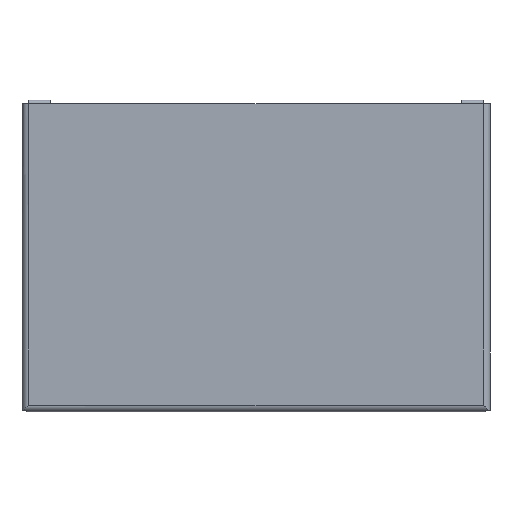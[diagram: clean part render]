
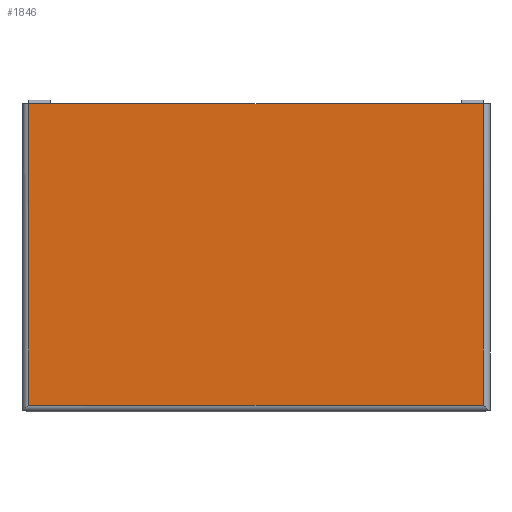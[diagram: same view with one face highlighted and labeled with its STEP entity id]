
A CAD part, front view. The second image highlights one B-rep face of the part: STEP entity #1846.
In plain terms, the highlighted planar face has unit normal (0, -1, 0).
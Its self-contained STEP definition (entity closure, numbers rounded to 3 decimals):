
#811=CARTESIAN_POINT('',(-254.4,-12.9,345.0));
#812=VERTEX_POINT('',#811);
#820=CARTESIAN_POINT('',(254.4,-12.9,345.0));
#821=VERTEX_POINT('',#820);
#822=CARTESIAN_POINT('',(254.4,-12.9,345.0));
#823=DIRECTION('',(-1.0,0.0,0.0));
#824=VECTOR('',#823,508.8);
#825=LINE('',#822,#824);
#826=EDGE_CURVE('',#821,#812,#825,.T.);
#962=CARTESIAN_POINT('',(254.4,-12.9,7.6));
#963=VERTEX_POINT('',#962);
#971=CARTESIAN_POINT('',(-254.4,-12.9,7.6));
#972=VERTEX_POINT('',#971);
#973=CARTESIAN_POINT('',(254.4,-12.9,7.6));
#974=DIRECTION('',(-1.0,0.0,0.0));
#975=VECTOR('',#974,508.8);
#976=LINE('',#973,#975);
#977=EDGE_CURVE('',#963,#972,#976,.T.);
#1614=CARTESIAN_POINT('',(-254.4,-12.9,7.6));
#1615=DIRECTION('',(0.0,0.0,1.0));
#1616=VECTOR('',#1615,337.4);
#1617=LINE('',#1614,#1616);
#1618=EDGE_CURVE('',#972,#812,#1617,.T.);
#1825=CARTESIAN_POINT('',(254.4,-12.9,345.0));
#1826=DIRECTION('',(0.0,0.0,-1.0));
#1827=VECTOR('',#1826,337.4);
#1828=LINE('',#1825,#1827);
#1829=EDGE_CURVE('',#821,#963,#1828,.T.);
#1835=CARTESIAN_POINT('',(262.0,-12.9,0.0));
#1836=DIRECTION('',(0.0,-1.0,0.0));
#1837=DIRECTION('',(0.0,0.0,-1.0));
#1838=AXIS2_PLACEMENT_3D('',#1835,#1836,#1837);
#1839=PLANE('',#1838);
#1840=ORIENTED_EDGE('',*,*,#1618,.F.);
#1841=ORIENTED_EDGE('',*,*,#977,.F.);
#1842=ORIENTED_EDGE('',*,*,#1829,.F.);
#1843=ORIENTED_EDGE('',*,*,#826,.T.);
#1844=EDGE_LOOP('',(#1840,#1841,#1842,#1843));
#1845=FACE_OUTER_BOUND('',#1844,.T.);
#1846=ADVANCED_FACE('',(#1845),#1839,.T.);
